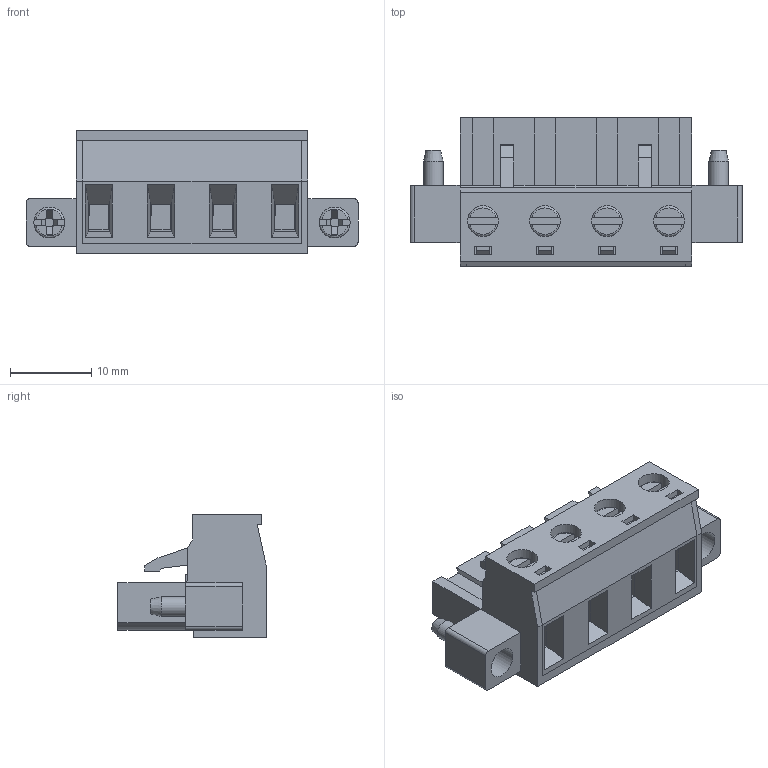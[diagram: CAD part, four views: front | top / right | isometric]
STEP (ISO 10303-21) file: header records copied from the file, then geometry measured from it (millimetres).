
FILE_DESCRIPTION( ( 'Unknown' ), '1' );
FILE_NAME( '691340400004.stp', 'Unknown', ( 'Unknown' ), ( 'Unknown' ), 'PSStep 15.0.49', 'Unknown', ' ' );
FILE_SCHEMA( ( 'AUTOMOTIVE_DESIGN { 1 0 10303 214 1 1 1 1 }' ) );
Length unit declared in the file: millimetre
Products named in the file (7): Assem1; 6913404000xx_CAGE; 6913404000xx_PIN; 6913404000xx_VISSE; 6913404000xx_VIS Flange; 691340500004; 691340500004_CAPOT
Assembly tree (16 placements, depth 2):
  Assem1
    6913404000xx_CAGE  x4
    6913404000xx_PIN  x4
    6913404000xx_VISSE  x4
    6913404000xx_VIS Flange  x2
    691340500004
    691340500004_CAPOT
Bounding box: 40.78 x 18.2 x 15.1 mm (x, y, z)
Volume: 3872.5 mm3; surface area: 8527.8 mm2
Topology: 16 solids, 16 shells, 1037 faces, 2827 edges, 1846 vertices
Faces by surface type: plane 783, cylinder 226, torus 18, cone 10
Full cylindrical faces by diameter (mm): 1.5 x4, 2.4 x2, 2.5 x6, 2.9 x4, 2.95 x4, 3 x4, 3.75 x4, 3.8 x8
Entity records: 25203 total; most frequent: CARTESIAN_POINT 3565, ORIENTED_EDGE 3416, DIRECTION 3215, EDGE_CURVE 1708, LINE 1493, VECTOR 1493, VERTEX_POINT 1131, AXIS2_PLACEMENT_3D 861
